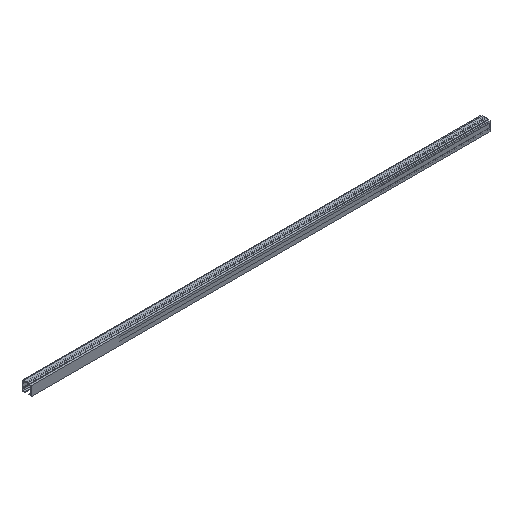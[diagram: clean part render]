
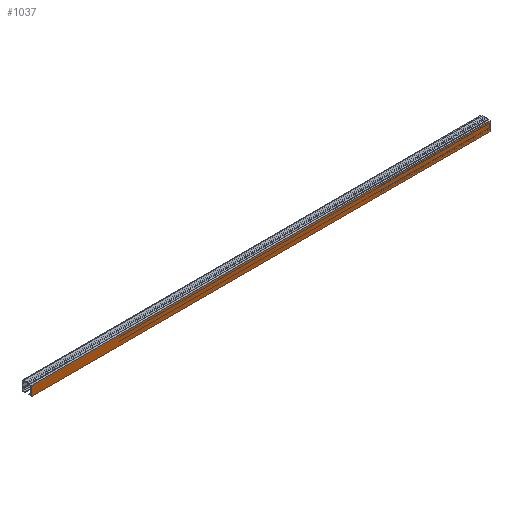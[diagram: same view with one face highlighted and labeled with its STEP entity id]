
A CAD part, isometric view. The second image highlights one B-rep face of the part: STEP entity #1037.
In plain terms, the highlighted planar face has unit normal (0, -1, 0).
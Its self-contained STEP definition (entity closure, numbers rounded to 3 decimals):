
#97=ORIENTED_EDGE('',*,*,#381,.F.);
#98=ORIENTED_EDGE('',*,*,#380,.F.);
#99=ORIENTED_EDGE('',*,*,#382,.T.);
#100=ORIENTED_EDGE('',*,*,#383,.T.);
#380=EDGE_CURVE('',#514,#513,#630,.T.);
#381=EDGE_CURVE('',#513,#515,#631,.T.);
#382=EDGE_CURVE('',#514,#516,#632,.T.);
#383=EDGE_CURVE('',#516,#515,#633,.T.);
#513=VERTEX_POINT('',#1507);
#514=VERTEX_POINT('',#1509);
#515=VERTEX_POINT('',#1513);
#516=VERTEX_POINT('',#1515);
#630=LINE('',#1510,#774);
#631=LINE('',#1512,#775);
#632=LINE('',#1514,#776);
#633=LINE('',#1516,#777);
#774=VECTOR('',#1230,1000.);
#775=VECTOR('',#1233,1000.);
#776=VECTOR('',#1234,1000.);
#777=VECTOR('',#1235,1000.);
#884=EDGE_LOOP('',(#97,#98,#99,#100));
#936=FACE_BOUND('',#884,.T.);
#988=PLANE('',#1102);
#1037=ADVANCED_FACE('',(#936),#988,.T.);
#1102=AXIS2_PLACEMENT_3D('',#1511,#1231,#1232);
#1230=DIRECTION('',(-1.,0.,0.));
#1231=DIRECTION('',(0.,-1.,0.));
#1232=DIRECTION('',(1.,0.,0.));
#1233=DIRECTION('',(0.,0.,1.));
#1234=DIRECTION('',(0.,0.,1.));
#1235=DIRECTION('',(-1.,0.,0.));
#1507=CARTESIAN_POINT('',(0.,-18.75,-20.25));
#1509=CARTESIAN_POINT('',(1800.,-18.75,-20.25));
#1510=CARTESIAN_POINT('',(1800.,-18.75,-20.25));
#1511=CARTESIAN_POINT('',(1800.,-18.75,-20.25));
#1512=CARTESIAN_POINT('',(0.,-18.75,-20.25));
#1513=CARTESIAN_POINT('',(0.,-18.75,17.25));
#1514=CARTESIAN_POINT('',(1800.,-18.75,-20.25));
#1515=CARTESIAN_POINT('',(1800.,-18.75,17.25));
#1516=CARTESIAN_POINT('',(1800.,-18.75,17.25));
